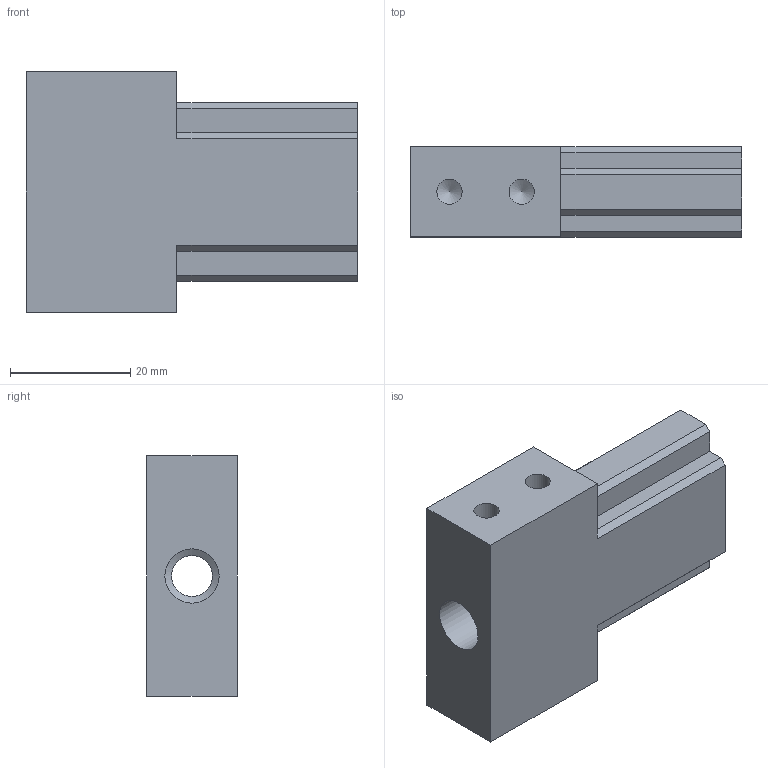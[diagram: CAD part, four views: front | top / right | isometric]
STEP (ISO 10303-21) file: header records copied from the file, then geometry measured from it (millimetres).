
FILE_DESCRIPTION(('FreeCAD Model'),'2;1');
FILE_NAME('Open CASCADE Shape Model','2024-12-24T10:21:21',(''),(''), 'Open CASCADE STEP processor 7.6','FreeCAD','Unknown');
FILE_SCHEMA(('AUTOMOTIVE_DESIGN { 1 0 10303 214 1 1 1 1 }'));
Length unit declared in the file: millimetre
Products named in the file (1): base_inner
Bounding box: 55 x 15 x 40 mm (x, y, z)
Volume: 22995.6 mm3; surface area: 8076.9 mm2
Topology: 1 solids, 1 shells, 37 faces, 103 edges, 68 vertices
Faces by surface type: plane 26, cylinder 6, cone 5
Full cylindrical faces by diameter (mm): 4.2 x4, 6.8 x1, 9 x1
Entity records: 1181 total; most frequent: CARTESIAN_POINT 205, ORIENTED_EDGE 198, DIRECTION 187, EDGE_CURVE 99, LINE 87, VECTOR 87, VERTEX_POINT 68, AXIS2_PLACEMENT_3D 50
